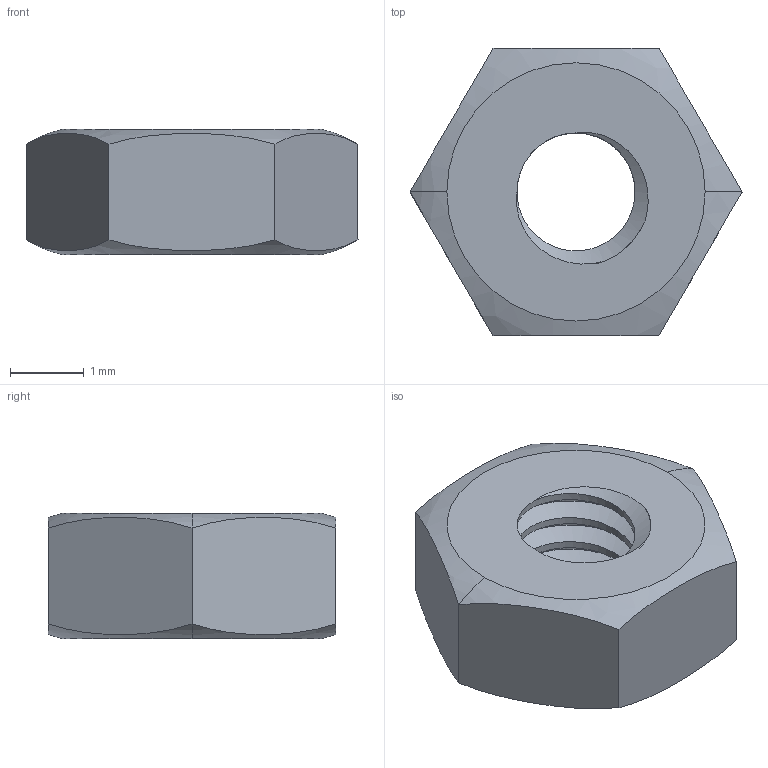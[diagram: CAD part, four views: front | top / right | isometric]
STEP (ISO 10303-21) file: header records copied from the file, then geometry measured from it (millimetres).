
FILE_DESCRIPTION (( 'STEP AP214' ), '1' );
FILE_NAME ('Nut M2.STEP', '2021-06-04T11:04:34', ( '' ), ( '' ), 'SwSTEP 2.0', 'SolidWorks 2016', '' );
FILE_SCHEMA (( 'AUTOMOTIVE_DESIGN' ));
Length unit declared in the file: millimetre
Products named in the file (2): Nut M2
Bounding box: 4.5 x 3.9 x 1.7 mm (x, y, z)
Volume: 17.7 mm3; surface area: 57.6 mm2
Topology: 1 solids, 1 shells, 24 faces, 62 edges, 40 vertices
Faces by surface type: cylinder 9, plane 8, bspline 7
Entity records: 1464 total; most frequent: CARTESIAN_POINT 951, ORIENTED_EDGE 124, DIRECTION 64, EDGE_CURVE 62, VERTEX_POINT 40, EDGE_LOOP 26, AXIS2_PLACEMENT_3D 25, FACE_OUTER_BOUND 24
